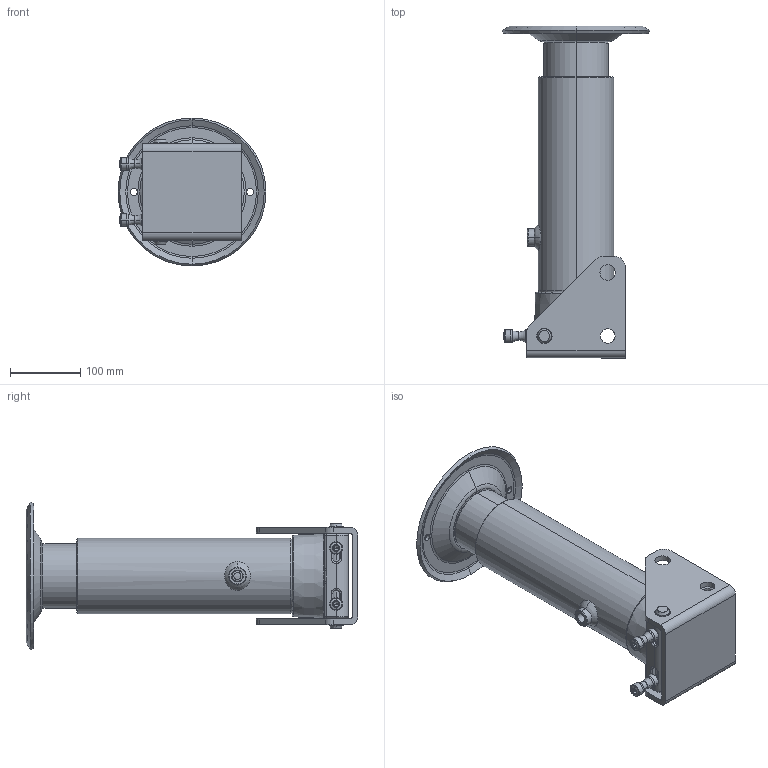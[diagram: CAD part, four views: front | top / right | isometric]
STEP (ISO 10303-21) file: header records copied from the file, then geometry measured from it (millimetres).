
FILE_DESCRIPTION (( 'STEP AP203' ), '1' );
FILE_NAME ('100.BG.STEP', '2008-10-31T06:37:41', ( 'Chapel' ), ( '' ), 'SwSTEP 2.0', 'SolidWorks 2007', '' );
FILE_SCHEMA (( 'CONFIG_CONTROL_DESIGN' ));
Length unit declared in the file: millimetre
Products named in the file (24): TIGE Ø88_Défaut; JONC EXT; BAGUE DE GUIDAGE_91.95.15; AXE DE VERROUILLAGE_Défaut; Vis H M24_vis H M24-40; AL38_AL38; SOUD TE AL_Défaut; 100.BG; TE307TOUBG_BEQUILLE; JOINT RACLEUR; JOINT TIGE_JTT91; JONC_TE91I; EMBOUT DE TIGE M24 +GROS_USINÉ; SEMELLE_Défaut; EMBOUT DE TIGE M12_USINÉ; Vis H M12_vis H M12-90; FOND BEQ Ø91 ext_USINAGE; BAGUE DE GUIDAGE ARRIERE; CHAPE PLIEE_Défaut; POIGNEE_Défaut; JBS12_Défaut; OR EMBOUT; OR FOND; RESB3
Assembly tree (26 placements, depth 2):
  100.BG
    JONC_TE91I
    OR FOND
    OR EMBOUT
    TE307TOUBG_BEQUILLE
    POIGNEE_Défaut  x2
    Vis H M12_vis H M12-90
    SEMELLE_Défaut
    BAGUE DE GUIDAGE ARRIERE
    JOINT RACLEUR
    BAGUE DE GUIDAGE_91.95.15  x2
    TIGE Ø88_Défaut
    JONC EXT
    FOND BEQ Ø91 ext_USINAGE
    AXE DE VERROUILLAGE_Défaut  x2
    CHAPE PLIEE_Défaut
    JBS12_Défaut
    JOINT TIGE_JTT91
    AL38_AL38
    EMBOUT DE TIGE M12_USINÉ
    RESB3
    Vis H M24_vis H M24-40
    EMBOUT DE TIGE M24 +GROS_USINÉ
    SOUD TE AL_Défaut
Bounding box: 210 x 471 x 210 mm (x, y, z)
Volume: 2501594.8 mm3; surface area: 844116 mm2
Topology: 27 solids, 27 shells, 869 faces, 1981 edges, 1167 vertices
Faces by surface type: cylinder 318, plane 192, torus 141, cone 122, bspline 60, sphere 36
Entity records: 34486 total; most frequent: CARTESIAN_POINT 14058, DIRECTION 4069, ORIENTED_EDGE 3552, EDGE_CURVE 1776, AXIS2_PLACEMENT_3D 1743, VERTEX_POINT 1057, CIRCLE 984, EDGE_LOOP 871
